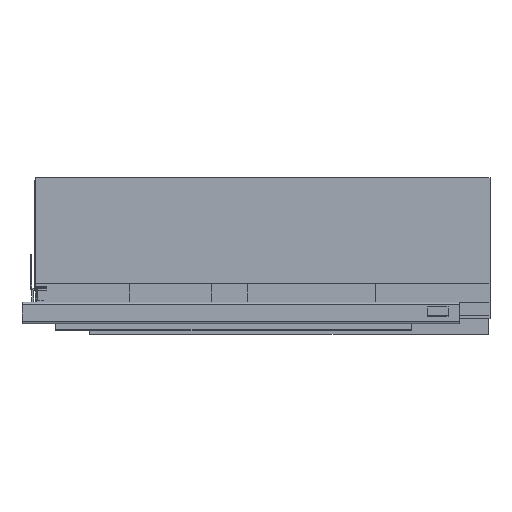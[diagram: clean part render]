
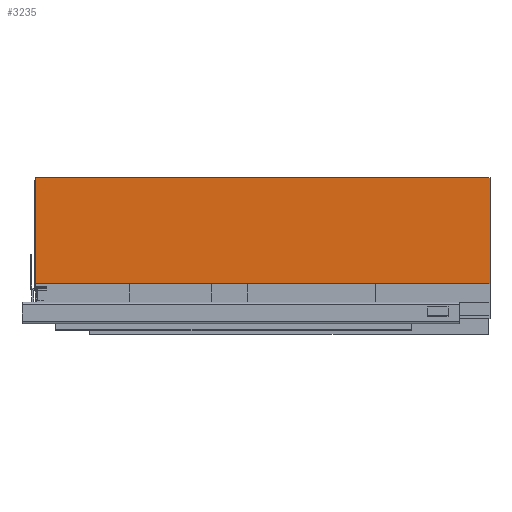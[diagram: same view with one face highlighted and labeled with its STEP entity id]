
A CAD part, top view. The second image highlights one B-rep face of the part: STEP entity #3235.
In plain terms, the highlighted planar face has unit normal (0, 0, 1).
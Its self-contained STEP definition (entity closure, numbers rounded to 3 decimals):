
#292 = ORIENTED_EDGE ( 'NONE', *, *, #2689, .T. ) ;
#393 = VECTOR ( 'NONE', #5072, 1000. ) ;
#643 = EDGE_CURVE ( 'NONE', #7691, #8202, #8554, .T. ) ;
#1251 = CARTESIAN_POINT ( 'NONE',  ( -390., 121., 13.5 ) ) ;
#1327 = CARTESIAN_POINT ( 'NONE',  ( 0., 121., 13.5 ) ) ;
#1681 = CARTESIAN_POINT ( 'NONE',  ( -390., 121., 13.5 ) ) ;
#1820 = EDGE_LOOP ( 'NONE', ( #4705, #8422, #5503, #292 ) ) ;
#1985 = VECTOR ( 'NONE', #9230, 1000. ) ;
#2447 = DIRECTION ( 'NONE',  ( 1., 0., 0. ) ) ;
#2534 = LINE ( 'NONE', #1681, #6833 ) ;
#2667 = FACE_OUTER_BOUND ( 'NONE', #1820, .T. ) ;
#2689 = EDGE_CURVE ( 'NONE', #8202, #4032, #5785, .T. ) ;
#2800 = LINE ( 'NONE', #1327, #1985 ) ;
#3235 = ADVANCED_FACE ( 'NONE', ( #2667 ), #7785, .T. ) ;
#4032 = VERTEX_POINT ( 'NONE', #6199 ) ;
#4149 = DIRECTION ( 'NONE',  ( 0., 0., 1. ) ) ;
#4203 = CARTESIAN_POINT ( 'NONE',  ( -390., 121., 13.5 ) ) ;
#4262 = EDGE_CURVE ( 'NONE', #7395, #4032, #2800, .T. ) ;
#4350 = CARTESIAN_POINT ( 'NONE',  ( -390., 30., 13.5 ) ) ;
#4683 = VECTOR ( 'NONE', #9301, 1000. ) ;
#4705 = ORIENTED_EDGE ( 'NONE', *, *, #4262, .F. ) ;
#5072 = DIRECTION ( 'NONE',  ( 0., -1., 0. ) ) ;
#5324 = EDGE_CURVE ( 'NONE', #7691, #7395, #2534, .T. ) ;
#5503 = ORIENTED_EDGE ( 'NONE', *, *, #643, .T. ) ;
#5785 = LINE ( 'NONE', #8731, #4683 ) ;
#6199 = CARTESIAN_POINT ( 'NONE',  ( 0., 30., 13.5 ) ) ;
#6833 = VECTOR ( 'NONE', #2447, 1000. ) ;
#7018 = CARTESIAN_POINT ( 'NONE',  ( -390., 121., 13.5 ) ) ;
#7395 = VERTEX_POINT ( 'NONE', #8894 ) ;
#7691 = VERTEX_POINT ( 'NONE', #7018 ) ;
#7785 = PLANE ( 'NONE',  #8640 ) ;
#8202 = VERTEX_POINT ( 'NONE', #4350 ) ;
#8422 = ORIENTED_EDGE ( 'NONE', *, *, #5324, .F. ) ;
#8554 = LINE ( 'NONE', #4203, #393 ) ;
#8640 = AXIS2_PLACEMENT_3D ( 'NONE', #1251, #4149, #9236 ) ;
#8731 = CARTESIAN_POINT ( 'NONE',  ( -390., 30., 13.5 ) ) ;
#8894 = CARTESIAN_POINT ( 'NONE',  ( 0., 121., 13.5 ) ) ;
#9230 = DIRECTION ( 'NONE',  ( 0., -1., 0. ) ) ;
#9236 = DIRECTION ( 'NONE',  ( 0., -1., 0. ) ) ;
#9301 = DIRECTION ( 'NONE',  ( 1., 0., 0. ) ) ;
